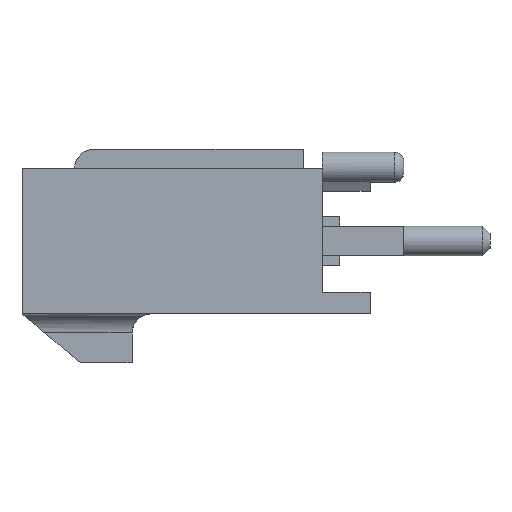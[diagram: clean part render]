
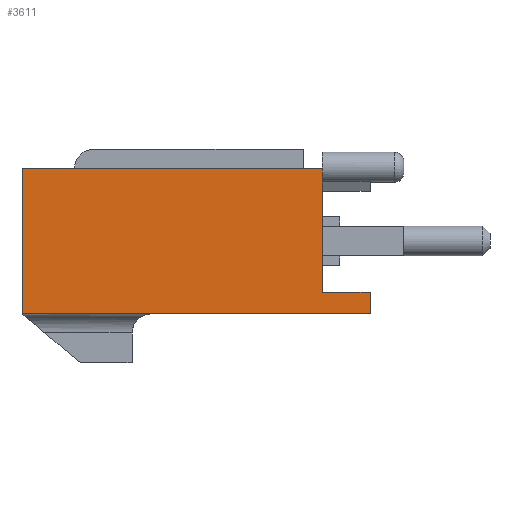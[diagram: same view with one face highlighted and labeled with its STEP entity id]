
A CAD part, left-side view. The second image highlights one B-rep face of the part: STEP entity #3611.
In plain terms, the highlighted planar face has unit normal (-1, 0, 0).
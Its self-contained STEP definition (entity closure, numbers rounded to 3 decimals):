
#71 = VECTOR ( 'NONE', #3506, 1000. ) ;
#341 = ORIENTED_EDGE ( 'NONE', *, *, #1461, .T. ) ;
#560 = CARTESIAN_POINT ( 'NONE',  ( -6.43, 4.45, -1.359 ) ) ;
#690 = VERTEX_POINT ( 'NONE', #899 ) ;
#895 = EDGE_LOOP ( 'NONE', ( #341, #2825, #1025, #4485, #2454, #5424, #1509 ) ) ;
#899 = CARTESIAN_POINT ( 'NONE',  ( -6.43, 12.42, -1.93 ) ) ;
#946 = VERTEX_POINT ( 'NONE', #4480 ) ;
#952 = LINE ( 'NONE', #5296, #3301 ) ;
#960 = CARTESIAN_POINT ( 'NONE',  ( -6.43, 12.42, 1.93 ) ) ;
#1025 = ORIENTED_EDGE ( 'NONE', *, *, #4360, .F. ) ;
#1221 = DIRECTION ( 'NONE',  ( 0., -1., 0. ) ) ;
#1276 = VECTOR ( 'NONE', #1976, 1000. ) ;
#1446 = CARTESIAN_POINT ( 'NONE',  ( -6.43, 4.45, -1.93 ) ) ;
#1461 = EDGE_CURVE ( 'NONE', #690, #5176, #2235, .T. ) ;
#1509 = ORIENTED_EDGE ( 'NONE', *, *, #4314, .F. ) ;
#1550 = DIRECTION ( 'NONE',  ( 0., 0., 1. ) ) ;
#1623 = VECTOR ( 'NONE', #1550, 1000. ) ;
#1686 = CARTESIAN_POINT ( 'NONE',  ( -6.43, 3.18, -1.359 ) ) ;
#1830 = DIRECTION ( 'NONE',  ( 0., 0., -1. ) ) ;
#1854 = VECTOR ( 'NONE', #3182, 1000. ) ;
#1950 = VERTEX_POINT ( 'NONE', #1686 ) ;
#1976 = DIRECTION ( 'NONE',  ( 0., 0., 1. ) ) ;
#2068 = CARTESIAN_POINT ( 'NONE',  ( -6.43, 12.42, 1.93 ) ) ;
#2235 = LINE ( 'NONE', #4357, #6640 ) ;
#2454 = ORIENTED_EDGE ( 'NONE', *, *, #5862, .T. ) ;
#2475 = VERTEX_POINT ( 'NONE', #560 ) ;
#2494 = DIRECTION ( 'NONE',  ( 0., -1., 0. ) ) ;
#2825 = ORIENTED_EDGE ( 'NONE', *, *, #4176, .T. ) ;
#2984 = DIRECTION ( 'NONE',  ( 1., 0., 0. ) ) ;
#3182 = DIRECTION ( 'NONE',  ( 0., -1., 0. ) ) ;
#3301 = VECTOR ( 'NONE', #2494, 1000. ) ;
#3480 = CARTESIAN_POINT ( 'NONE',  ( -6.43, 4.45, -1.93 ) ) ;
#3506 = DIRECTION ( 'NONE',  ( 0., 0., 1. ) ) ;
#3533 = PLANE ( 'NONE',  #6312 ) ;
#3611 = ADVANCED_FACE ( 'NONE', ( #5357 ), #3533, .F. ) ;
#3816 = LINE ( 'NONE', #4301, #6511 ) ;
#4044 = CARTESIAN_POINT ( 'NONE',  ( -6.43, 12.42, -1.93 ) ) ;
#4166 = VERTEX_POINT ( 'NONE', #960 ) ;
#4176 = EDGE_CURVE ( 'NONE', #5176, #1950, #4926, .T. ) ;
#4239 = CARTESIAN_POINT ( 'NONE',  ( -6.43, 3.18, 0. ) ) ;
#4294 = CARTESIAN_POINT ( 'NONE',  ( -6.43, 4.45, 1.325 ) ) ;
#4301 = CARTESIAN_POINT ( 'NONE',  ( -6.43, 12.42, -1.93 ) ) ;
#4314 = EDGE_CURVE ( 'NONE', #690, #4166, #3816, .T. ) ;
#4357 = CARTESIAN_POINT ( 'NONE',  ( -6.43, 12.42, -1.93 ) ) ;
#4360 = EDGE_CURVE ( 'NONE', #2475, #1950, #952, .T. ) ;
#4480 = CARTESIAN_POINT ( 'NONE',  ( -6.43, 4.45, 1.93 ) ) ;
#4485 = ORIENTED_EDGE ( 'NONE', *, *, #5478, .T. ) ;
#4822 = LINE ( 'NONE', #2068, #1854 ) ;
#4926 = LINE ( 'NONE', #4239, #1623 ) ;
#5049 = EDGE_CURVE ( 'NONE', #4166, #946, #4822, .T. ) ;
#5176 = VERTEX_POINT ( 'NONE', #5448 ) ;
#5296 = CARTESIAN_POINT ( 'NONE',  ( -6.43, 6.488, -1.359 ) ) ;
#5339 = DIRECTION ( 'NONE',  ( 0., 0., 1. ) ) ;
#5357 = FACE_OUTER_BOUND ( 'NONE', #895, .T. ) ;
#5424 = ORIENTED_EDGE ( 'NONE', *, *, #5049, .F. ) ;
#5448 = CARTESIAN_POINT ( 'NONE',  ( -6.43, 3.18, -1.93 ) ) ;
#5478 = EDGE_CURVE ( 'NONE', #2475, #5703, #6917, .T. ) ;
#5703 = VERTEX_POINT ( 'NONE', #4294 ) ;
#5862 = EDGE_CURVE ( 'NONE', #5703, #946, #6391, .T. ) ;
#6312 = AXIS2_PLACEMENT_3D ( 'NONE', #4044, #2984, #1830 ) ;
#6391 = LINE ( 'NONE', #3480, #71 ) ;
#6511 = VECTOR ( 'NONE', #5339, 1000. ) ;
#6640 = VECTOR ( 'NONE', #1221, 1000. ) ;
#6917 = LINE ( 'NONE', #1446, #1276 ) ;
